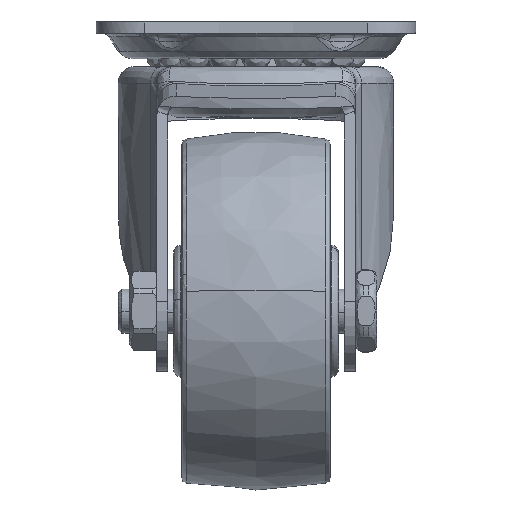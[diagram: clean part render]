
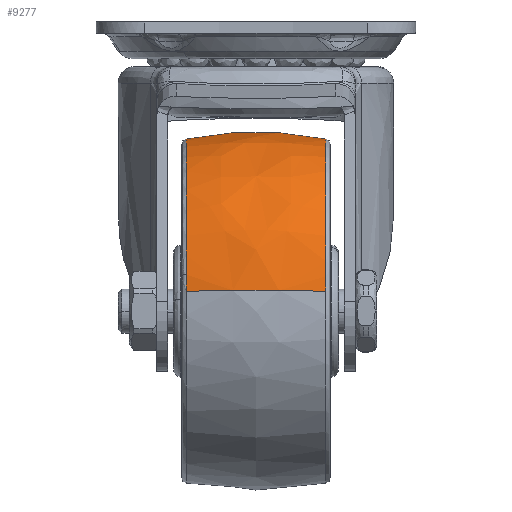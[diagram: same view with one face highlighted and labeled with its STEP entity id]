
A CAD part, left-side view. The second image highlights one B-rep face of the part: STEP entity #9277.
In plain terms, the highlighted free-form (B-spline) face has degree [2, 2] with [5, 3] control points.
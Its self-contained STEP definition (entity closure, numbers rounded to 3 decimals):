
#8029=CARTESIAN_POINT('',(-29.0,-12.695,-21.252));
#8030=VERTEX_POINT('',#8029);
#8044=CARTESIAN_POINT('',(-60.039,-12.695,-48.892));
#8045=VERTEX_POINT('',#8044);
#8046=CARTESIAN_POINT('',(-29.0,-12.695,-21.252));
#8047=CARTESIAN_POINT('',(-56.826,-12.695,-21.252));
#8048=CARTESIAN_POINT('',(-60.039,-12.695,-48.892));
#8056=(BOUNDED_CURVE()B_SPLINE_CURVE(2,(#8046,#8047,#8048),.UNSPECIFIED.,.F.,.U.)B_SPLINE_CURVE_WITH_KNOTS((3,3),(0.5,0.73),.UNSPECIFIED.)CURVE()GEOMETRIC_REPRESENTATION_ITEM()RATIONAL_B_SPLINE_CURVE((1.0,0.731,0.957))REPRESENTATION_ITEM(''));
#8057=EDGE_CURVE('',#8030,#8045,#8056,.T.);
#8124=CARTESIAN_POINT('',(-29.0,12.695,-21.252));
#8125=VERTEX_POINT('',#8124);
#8188=CARTESIAN_POINT('',(-59.538,12.695,-45.875));
#8189=VERTEX_POINT('',#8188);
#8203=CARTESIAN_POINT('',(-29.0,12.695,-21.252));
#8204=CARTESIAN_POINT('',(-54.196,12.695,-21.252));
#8205=CARTESIAN_POINT('',(-59.538,12.695,-45.875));
#8213=(BOUNDED_CURVE()B_SPLINE_CURVE(2,(#8203,#8204,#8205),.UNSPECIFIED.,.F.,.U.)B_SPLINE_CURVE_WITH_KNOTS((3,3),(0.5,0.714),.UNSPECIFIED.)CURVE()GEOMETRIC_REPRESENTATION_ITEM()RATIONAL_B_SPLINE_CURVE((1.0,0.75,0.927))REPRESENTATION_ITEM(''));
#8214=EDGE_CURVE('',#8125,#8189,#8213,.T.);
#8257=CARTESIAN_POINT('',(-60.039,12.695,-48.892));
#8258=VERTEX_POINT('',#8257);
#8274=CARTESIAN_POINT('',(-59.538,12.695,-45.875));
#8275=CARTESIAN_POINT('',(-59.862,12.695,-47.371));
#8276=CARTESIAN_POINT('',(-60.039,12.695,-48.892));
#8284=(BOUNDED_CURVE()B_SPLINE_CURVE(2,(#8274,#8275,#8276),.UNSPECIFIED.,.F.,.U.)B_SPLINE_CURVE_WITH_KNOTS((3,3),(0.714,0.73),.UNSPECIFIED.)CURVE()GEOMETRIC_REPRESENTATION_ITEM()RATIONAL_B_SPLINE_CURVE((0.927,0.941,0.957))REPRESENTATION_ITEM(''));
#8285=EDGE_CURVE('',#8189,#8258,#8284,.T.);
#9208=CARTESIAN_POINT('',(-60.039,-12.695,-48.892));
#9209=CARTESIAN_POINT('',(-61.283,-6.409,-48.747));
#9210=CARTESIAN_POINT('',(-61.283,0.,-48.747));
#9211=CARTESIAN_POINT('',(-61.283,6.409,-48.747));
#9212=CARTESIAN_POINT('',(-60.039,12.695,-48.892));
#9220=(BOUNDED_CURVE()B_SPLINE_CURVE(2,(#9208,#9209,#9210,#9211,#9212),.UNSPECIFIED.,.F.,.U.)B_SPLINE_CURVE_WITH_KNOTS((3,2,3),(0.404,0.5,0.596),.UNSPECIFIED.)CURVE()GEOMETRIC_REPRESENTATION_ITEM()RATIONAL_B_SPLINE_CURVE((0.917,0.932,0.957,0.932,0.917))REPRESENTATION_ITEM(''));
#9221=EDGE_CURVE('',#8045,#8258,#9220,.T.);
#9226=CARTESIAN_POINT('',(-29.0,-12.695,-21.252));
#9227=CARTESIAN_POINT('',(-29.,-6.409,-20.));
#9228=CARTESIAN_POINT('',(-29.0,0.,-20.));
#9229=CARTESIAN_POINT('',(-29.,6.409,-20.));
#9230=CARTESIAN_POINT('',(-29.,12.695,-21.252));
#9238=(BOUNDED_CURVE()B_SPLINE_CURVE(2,(#9226,#9227,#9228,#9229,#9230),.UNSPECIFIED.,.F.,.U.)B_SPLINE_CURVE_WITH_KNOTS((3,2,3),(0.404,0.5,0.596),.UNSPECIFIED.)CURVE()GEOMETRIC_REPRESENTATION_ITEM()RATIONAL_B_SPLINE_CURVE((0.958,0.974,1.0,0.974,0.958))REPRESENTATION_ITEM(''));
#9239=EDGE_CURVE('',#8030,#8125,#9238,.T.);
#9247=CARTESIAN_POINT('',(-29.,-13.971,-21.519));
#9248=CARTESIAN_POINT('',(-29.0,-7.068,-20.));
#9249=CARTESIAN_POINT('',(-29.0,0.,-20.));
#9250=CARTESIAN_POINT('',(-29.0,7.068,-20.));
#9251=CARTESIAN_POINT('',(-29.,13.971,-21.519));
#9252=CARTESIAN_POINT('',(-56.588,-13.971,-21.519));
#9253=CARTESIAN_POINT('',(-57.941,-7.068,-20.));
#9254=CARTESIAN_POINT('',(-57.941,0.,-20.));
#9255=CARTESIAN_POINT('',(-57.941,7.068,-20.));
#9256=CARTESIAN_POINT('',(-56.588,13.971,-21.519));
#9257=CARTESIAN_POINT('',(-59.773,-13.971,-48.923));
#9258=CARTESIAN_POINT('',(-61.283,-7.068,-48.747));
#9259=CARTESIAN_POINT('',(-61.283,0.,-48.747));
#9260=CARTESIAN_POINT('',(-61.283,7.068,-48.747));
#9261=CARTESIAN_POINT('',(-59.773,13.971,-48.923));
#9269=(BOUNDED_SURFACE()B_SPLINE_SURFACE(2,2,((#9247,#9252,#9257),(#9248,#9253,#9258),(#9249,#9254,#9259),(#9250,#9255,#9260),(#9251,#9256,#9261)),.UNSPECIFIED.,.F.,.F.,.U.)B_SPLINE_SURFACE_WITH_KNOTS((3,2,3),(3,3),(0.0,14.379,28.757),(0.0,49.486),.UNSPECIFIED.)GEOMETRIC_REPRESENTATION_ITEM()RATIONAL_B_SPLINE_SURFACE(((0.955,0.698,0.914),(0.972,0.71,0.93),(1.0,0.731,0.957),(0.972,0.71,0.93),(0.955,0.698,0.914)))REPRESENTATION_ITEM('')SURFACE());
#9270=ORIENTED_EDGE('',*,*,#8057,.F.);
#9271=ORIENTED_EDGE('',*,*,#9239,.T.);
#9272=ORIENTED_EDGE('',*,*,#8214,.T.);
#9273=ORIENTED_EDGE('',*,*,#8285,.T.);
#9274=ORIENTED_EDGE('',*,*,#9221,.F.);
#9275=EDGE_LOOP('',(#9270,#9271,#9272,#9273,#9274));
#9276=FACE_OUTER_BOUND('',#9275,.T.);
#9277=ADVANCED_FACE('',(#9276),#9269,.T.);
